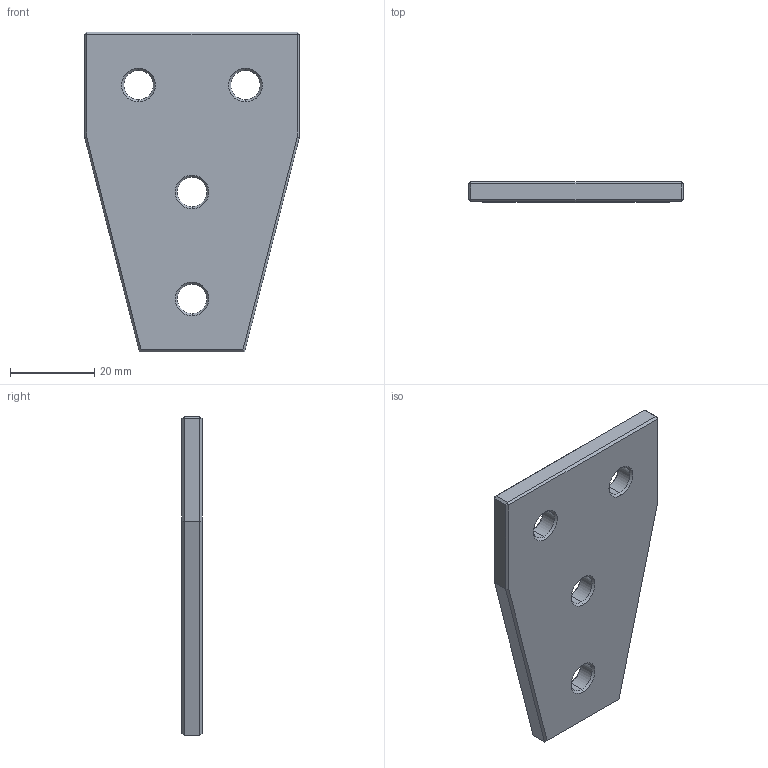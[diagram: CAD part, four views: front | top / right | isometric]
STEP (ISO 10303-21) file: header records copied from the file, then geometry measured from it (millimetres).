
FILE_DESCRIPTION (( 'STEP AP203' ), '1' );
FILE_NAME ('151052.step', '2021-06-03T16:12:38', ( '' ), ( '' ), 'SwSTEP 2.0', 'SolidWorks 2021', '' );
FILE_SCHEMA (( 'CONFIG_CONTROL_DESIGN' ));
Length unit declared in the file: millimetre
Products named in the file (1): 151052
Bounding box: 51 x 4.76 x 76 mm (x, y, z)
Volume: 14487.2 mm3; surface area: 7450.5 mm2
Topology: 1 solids, 1 shells, 50 faces, 108 edges, 60 vertices
Faces by surface type: plane 26, cone 16, cylinder 8
Entity records: 1409 total; most frequent: DIRECTION 242, CARTESIAN_POINT 219, ORIENTED_EDGE 216, EDGE_CURVE 108, AXIS2_PLACEMENT_3D 83, VECTOR 76, LINE 76, VERTEX_POINT 60
